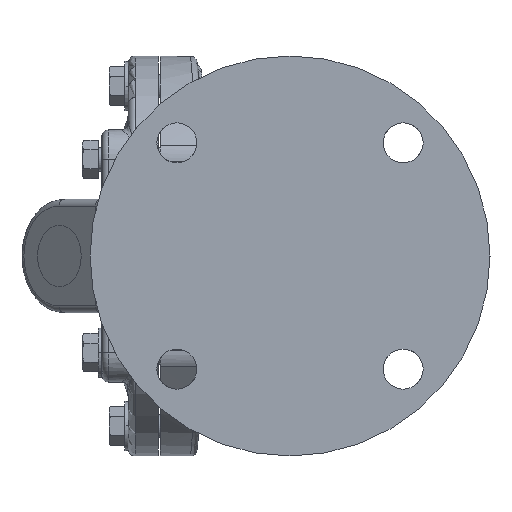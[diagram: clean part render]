
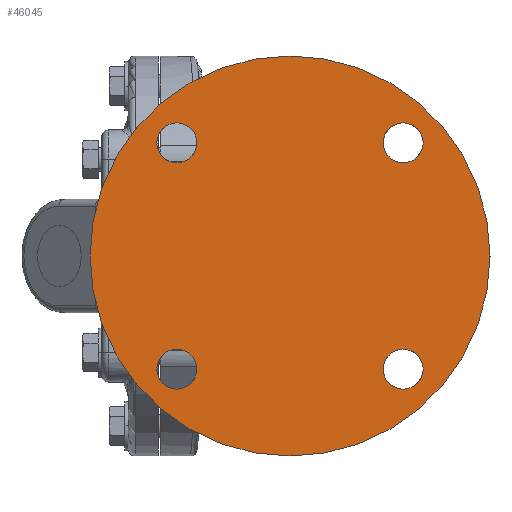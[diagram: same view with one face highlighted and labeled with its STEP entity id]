
A CAD part, left-side view. The second image highlights one B-rep face of the part: STEP entity #46045.
In plain terms, the highlighted planar face has unit normal (-1, 0, 0).
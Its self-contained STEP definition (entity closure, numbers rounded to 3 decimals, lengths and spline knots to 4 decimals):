
#10961=CARTESIAN_POINT('',(-4.75,0.,0.));
#10962=DIRECTION('',(1.,0.,0.));
#10963=DIRECTION('',(0.,-1.,0.));
#10964=AXIS2_PLACEMENT_3D('',#10961,#10962,#10963);
#10979=CARTESIAN_POINT('',(-4.75,2.1213,-2.1213));
#10980=DIRECTION('',(1.,0.,0.));
#10981=DIRECTION('',(0.,0.,-1.));
#10982=AXIS2_PLACEMENT_3D('',#10979,#10980,#10981);
#10984=CARTESIAN_POINT('',(-4.75,2.1213,-2.1213));
#10985=DIRECTION('',(1.,0.,0.));
#10986=DIRECTION('',(0.,0.,1.));
#10987=AXIS2_PLACEMENT_3D('',#10984,#10985,#10986);
#10989=CARTESIAN_POINT('',(-4.75,-2.1213,-2.1213));
#10990=DIRECTION('',(1.,0.,0.));
#10991=DIRECTION('',(0.,0.,-1.));
#10992=AXIS2_PLACEMENT_3D('',#10989,#10990,#10991);
#10994=CARTESIAN_POINT('',(-4.75,-2.1213,-2.1213));
#10995=DIRECTION('',(1.,0.,0.));
#10996=DIRECTION('',(0.,0.,1.));
#10997=AXIS2_PLACEMENT_3D('',#10994,#10995,#10996);
#10999=CARTESIAN_POINT('',(-4.75,-2.1213,2.1213));
#11000=DIRECTION('',(1.,0.,0.));
#11001=DIRECTION('',(0.,0.,-1.));
#11002=AXIS2_PLACEMENT_3D('',#10999,#11000,#11001);
#11004=CARTESIAN_POINT('',(-4.75,-2.1213,2.1213));
#11005=DIRECTION('',(1.,0.,0.));
#11006=DIRECTION('',(0.,0.,1.));
#11007=AXIS2_PLACEMENT_3D('',#11004,#11005,#11006);
#11009=CARTESIAN_POINT('',(-4.75,2.1213,2.1213));
#11010=DIRECTION('',(1.,0.,0.));
#11011=DIRECTION('',(0.,0.,-1.));
#11012=AXIS2_PLACEMENT_3D('',#11009,#11010,#11011);
#11014=CARTESIAN_POINT('',(-4.75,2.1213,2.1213));
#11015=DIRECTION('',(1.,0.,0.));
#11016=DIRECTION('',(0.,0.,1.));
#11017=AXIS2_PLACEMENT_3D('',#11014,#11015,#11016);
#11019=CARTESIAN_POINT('',(-4.75,0.,0.));
#11020=DIRECTION('',(1.,0.,0.));
#11021=DIRECTION('',(0.,1.,0.));
#11022=AXIS2_PLACEMENT_3D('',#11019,#11020,#11021);
#26676=CARTESIAN_POINT('',(-4.75,3.75,0.));
#26677=CARTESIAN_POINT('',(-4.75,-3.75,0.));
#26678=VERTEX_POINT('',#26676);
#26679=VERTEX_POINT('',#26677);
#28061=CARTESIAN_POINT('',(-4.75,2.1213,-2.4963));
#28063=VERTEX_POINT('',#28061);
#28065=CARTESIAN_POINT('',(-4.75,2.1213,-1.7463));
#28067=VERTEX_POINT('',#28065);
#28069=CARTESIAN_POINT('',(-4.75,-2.1213,-2.4963));
#28071=VERTEX_POINT('',#28069);
#28073=CARTESIAN_POINT('',(-4.75,-2.1213,-1.7463));
#28075=VERTEX_POINT('',#28073);
#28077=CARTESIAN_POINT('',(-4.75,-2.1213,1.7463));
#28079=VERTEX_POINT('',#28077);
#28081=CARTESIAN_POINT('',(-4.75,-2.1213,2.4963));
#28083=VERTEX_POINT('',#28081);
#28085=CARTESIAN_POINT('',(-4.75,2.1213,1.7463));
#28087=VERTEX_POINT('',#28085);
#28089=CARTESIAN_POINT('',(-4.75,2.1213,2.4963));
#28091=VERTEX_POINT('',#28089);
#46011=CARTESIAN_POINT('',(-4.75,-3.75,4.));
#46012=DIRECTION('',(1.,0.,0.));
#46013=DIRECTION('',(0.,1.,0.));
#46014=AXIS2_PLACEMENT_3D('',#46011,#46012,#46013);
#46015=PLANE('',#46014);
#46017=ORIENTED_EDGE('',*,*,#46016,.T.);
#46018=ORIENTED_EDGE('',*,*,#46001,.T.);
#46019=EDGE_LOOP('',(#46017,#46018));
#46020=FACE_OUTER_BOUND('',#46019,.F.);
#46022=ORIENTED_EDGE('',*,*,#46021,.F.);
#46024=ORIENTED_EDGE('',*,*,#46023,.F.);
#46025=EDGE_LOOP('',(#46022,#46024));
#46026=FACE_BOUND('',#46025,.F.);
#46028=ORIENTED_EDGE('',*,*,#46027,.F.);
#46030=ORIENTED_EDGE('',*,*,#46029,.F.);
#46031=EDGE_LOOP('',(#46028,#46030));
#46032=FACE_BOUND('',#46031,.F.);
#46034=ORIENTED_EDGE('',*,*,#46033,.F.);
#46036=ORIENTED_EDGE('',*,*,#46035,.F.);
#46037=EDGE_LOOP('',(#46034,#46036));
#46038=FACE_BOUND('',#46037,.F.);
#46040=ORIENTED_EDGE('',*,*,#46039,.F.);
#46042=ORIENTED_EDGE('',*,*,#46041,.F.);
#46043=EDGE_LOOP('',(#46040,#46042));
#46044=FACE_BOUND('',#46043,.F.);
#46045=ADVANCED_FACE('',(#46020,#46026,#46032,#46038,#46044),#46015,.F.);
#10965=CIRCLE('',#10964,3.75);
#10983=CIRCLE('',#10982,0.375);
#10988=CIRCLE('',#10987,0.375);
#10993=CIRCLE('',#10992,0.375);
#10998=CIRCLE('',#10997,0.375);
#11003=CIRCLE('',#11002,0.375);
#11008=CIRCLE('',#11007,0.375);
#11013=CIRCLE('',#11012,0.375);
#11018=CIRCLE('',#11017,0.375);
#11023=CIRCLE('',#11022,3.75);
#46001=EDGE_CURVE('',#26679,#26678,#10965,.T.);
#46016=EDGE_CURVE('',#26678,#26679,#11023,.T.);
#46021=EDGE_CURVE('',#28063,#28067,#10983,.T.);
#46023=EDGE_CURVE('',#28067,#28063,#10988,.T.);
#46027=EDGE_CURVE('',#28071,#28075,#10993,.T.);
#46029=EDGE_CURVE('',#28075,#28071,#10998,.T.);
#46033=EDGE_CURVE('',#28079,#28083,#11003,.T.);
#46035=EDGE_CURVE('',#28083,#28079,#11008,.T.);
#46039=EDGE_CURVE('',#28087,#28091,#11013,.T.);
#46041=EDGE_CURVE('',#28091,#28087,#11018,.T.);
